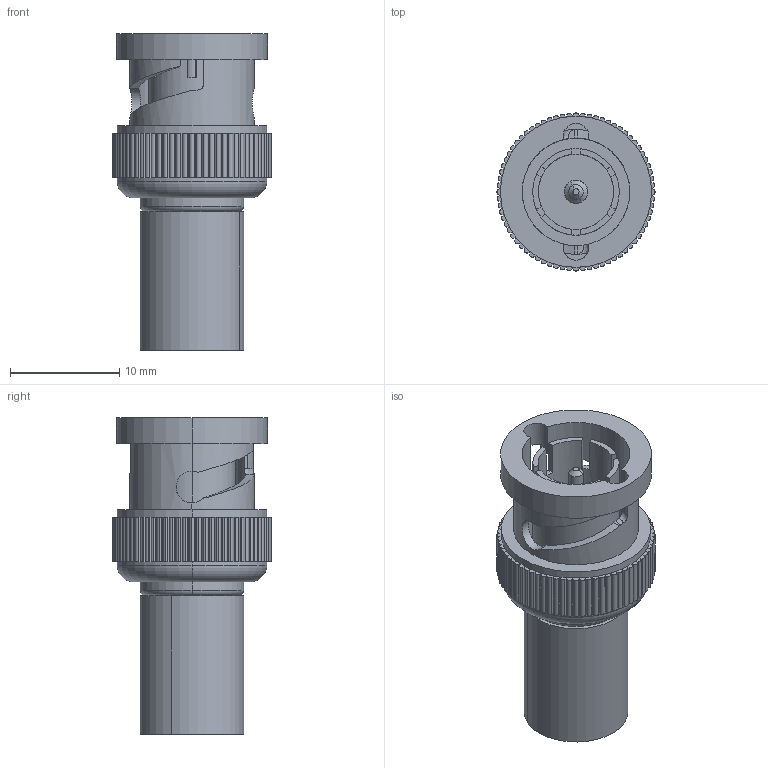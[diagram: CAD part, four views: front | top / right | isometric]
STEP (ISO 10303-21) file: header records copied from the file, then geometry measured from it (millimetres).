
FILE_DESCRIPTION (( 'STEP AP214' ), '1' );
FILE_NAME ('BAC029.STEP', '2006-08-02T12:10:21', ( 'L-COM' ), ( 'L-COM' ), 'SwSTEP 2.0', 'SolidWorks 2006004', '' );
FILE_SCHEMA (( 'AUTOMOTIVE_DESIGN' ));
Length unit declared in the file: inch
Products named in the file (4): BAC029; BAC029-MA1; BAC029_with flange; BAC029-MA2
Assembly tree (3 placements, depth 2):
  BAC029
    BAC029-MA1
    BAC029-MA2
    BAC029_with flange
Bounding box: 14.48 x 14.48 x 29.02 mm (x, y, z)
Volume: 1553.8 mm3; surface area: 3151.1 mm2
Topology: 3 solids, 3 shells, 351 faces, 995 edges, 658 vertices
Faces by surface type: plane 188, cylinder 145, bspline 8, torus 6, cone 4
Entity records: 12823 total; most frequent: CARTESIAN_POINT 2928, ORIENTED_EDGE 1990, DIRECTION 1955, EDGE_CURVE 995, AXIS2_PLACEMENT_3D 661, VERTEX_POINT 658, LINE 633, VECTOR 633
